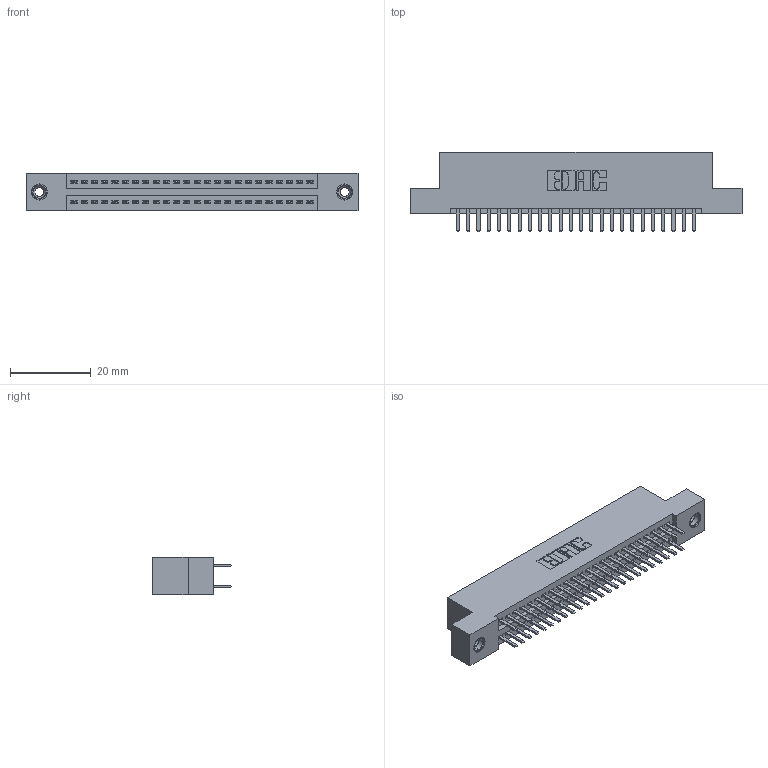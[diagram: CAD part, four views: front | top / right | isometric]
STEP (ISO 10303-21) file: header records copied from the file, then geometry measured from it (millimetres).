
FILE_DESCRIPTION (( 'STEP AP203' ), '1' );
FILE_NAME ('395-048-520-208.STEP', '2019-10-19T05:01:17', ( '' ), ( '' ), 'SwSTEP 2.0', 'SolidWorks 2016', '' );
FILE_SCHEMA (( 'CONFIG_CONTROL_DESIGN' ));
Length unit declared in the file: inch
Products named in the file (4): 345-292-001_345-293-120; 345-250-001_345-250-003-102; 395-048-520-208; 345 Part_Flush Mounting Lugs - 0.156 Dia-TI
Assembly tree (51 placements, depth 2):
  395-048-520-208
    345 Part_Flush Mounting Lugs - 0.156 Dia-TI
    345-292-001_345-293-120  x48
    345-250-001_345-250-003-102  x2
Bounding box: 82.17 x 19.68 x 9.4 mm (x, y, z)
Volume: 7787.3 mm3; surface area: 11130.8 mm2
Topology: 51 solids, 51 shells, 2778 faces, 8013 edges, 5206 vertices
Faces by surface type: plane 1792, cylinder 970, cone 12, torus 4
Entity records: 22554 total; most frequent: CARTESIAN_POINT 3791, ORIENTED_EDGE 3706, DIRECTION 3379, EDGE_CURVE 1853, LINE 1601, VECTOR 1601, VERTEX_POINT 1228, AXIS2_PLACEMENT_3D 889
